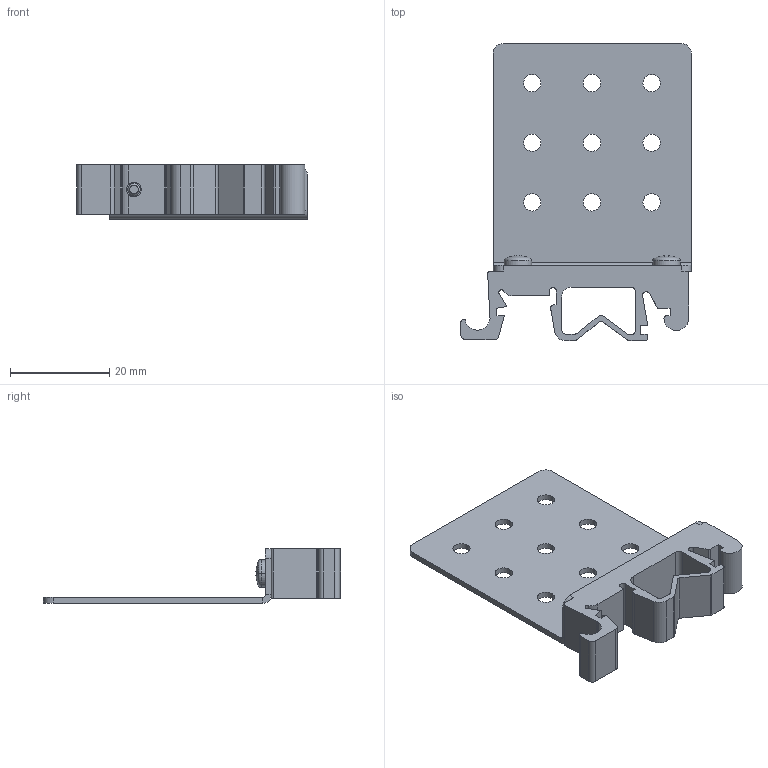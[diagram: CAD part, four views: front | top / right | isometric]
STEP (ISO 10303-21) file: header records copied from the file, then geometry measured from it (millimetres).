
FILE_DESCRIPTION((''),'2;1');
FILE_NAME('141850_SW','2008-08-15T',('banengservice'),('BANNER ENGINEERING'),'PRO/ENGINEER BY PARAMETRIC TECHNOLOGY CORPORATION, 2006170','PRO/ENGINEER BY PARAMETRIC TECHNOLOGY CORPORATION, 2006170','');
FILE_SCHEMA(('CONFIG_CONTROL_DESIGN'));
Length unit declared in the file: inch
Products named in the file (1): 141850_SW
Bounding box: 46.54 x 60 x 11 mm (x, y, z)
Volume: 5514.8 mm3; surface area: 6792.2 mm2
Topology: 1 solids, 1 shells, 154 faces, 424 edges, 276 vertices
Faces by surface type: plane 79, cylinder 65, torus 4, sphere 4, cone 2
Entity records: 5036 total; most frequent: DIRECTION 903, CARTESIAN_POINT 873, ORIENTED_EDGE 848, EDGE_CURVE 424, AXIS2_PLACEMENT_3D 327, VERTEX_POINT 276, VECTOR 249, LINE 249
